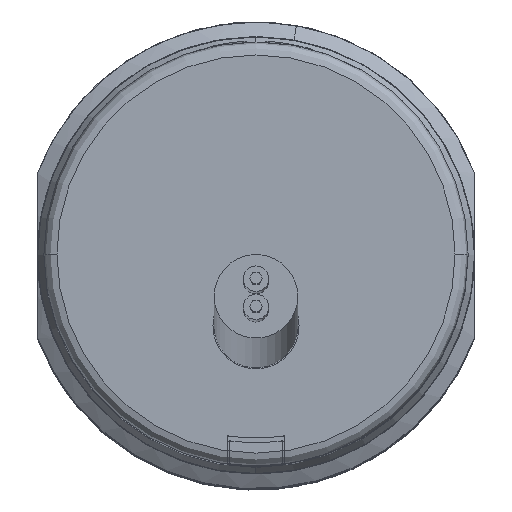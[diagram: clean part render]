
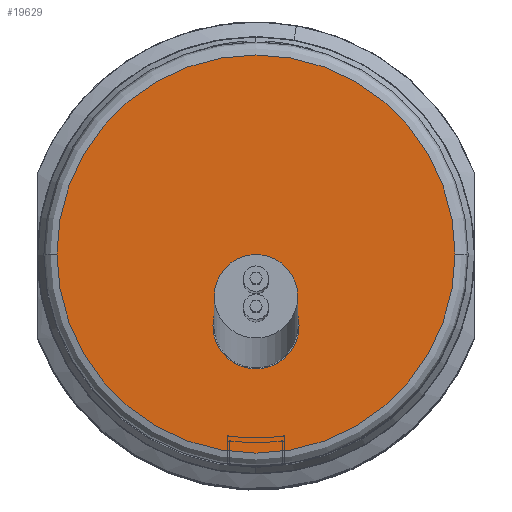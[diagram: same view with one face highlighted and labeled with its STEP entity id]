
A CAD part, top view. The second image highlights one B-rep face of the part: STEP entity #19629.
In plain terms, the highlighted planar face has unit normal (0, 0, 1).
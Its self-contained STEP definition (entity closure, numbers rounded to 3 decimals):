
#309=CARTESIAN_POINT('',(0.,0.,2.));
#310=DIRECTION('',(0.,0.,1.));
#311=DIRECTION('',(1.,0.,0.));
#312=AXIS2_PLACEMENT_3D('',#309,#310,#311);
#314=CARTESIAN_POINT('',(0.,0.,2.));
#315=DIRECTION('',(0.,0.,1.));
#316=DIRECTION('',(-1.,0.,0.));
#317=AXIS2_PLACEMENT_3D('',#314,#315,#316);
#319=CARTESIAN_POINT('',(0.,-2.75,2.));
#320=DIRECTION('',(0.,0.,1.));
#321=DIRECTION('',(1.,0.,0.));
#322=AXIS2_PLACEMENT_3D('',#319,#320,#321);
#324=CARTESIAN_POINT('',(0.,-2.75,2.));
#325=DIRECTION('',(0.,0.,1.));
#326=DIRECTION('',(-1.,0.,0.));
#327=AXIS2_PLACEMENT_3D('',#324,#325,#326);
#19079=CARTESIAN_POINT('',(7.625,0.,2.));
#19080=CARTESIAN_POINT('',(-7.625,0.,2.));
#19081=VERTEX_POINT('',#19079);
#19082=VERTEX_POINT('',#19080);
#19095=CARTESIAN_POINT('',(1.65,-2.75,2.));
#19096=CARTESIAN_POINT('',(-1.65,-2.75,2.));
#19097=VERTEX_POINT('',#19095);
#19098=VERTEX_POINT('',#19096);
#19613=CARTESIAN_POINT('',(0.,0.,2.));
#19614=DIRECTION('',(0.,0.,1.));
#19615=DIRECTION('',(-1.,0.,0.));
#19616=AXIS2_PLACEMENT_3D('',#19613,#19614,#19615);
#19617=PLANE('',#19616);
#19618=ORIENTED_EDGE('',*,*,#19603,.F.);
#19620=ORIENTED_EDGE('',*,*,#19619,.F.);
#19621=EDGE_LOOP('',(#19618,#19620));
#19622=FACE_OUTER_BOUND('',#19621,.F.);
#19624=ORIENTED_EDGE('',*,*,#19623,.T.);
#19626=ORIENTED_EDGE('',*,*,#19625,.T.);
#19627=EDGE_LOOP('',(#19624,#19626));
#19628=FACE_BOUND('',#19627,.F.);
#19629=ADVANCED_FACE('',(#19622,#19628),#19617,.T.);
#313=CIRCLE('',#312,7.625);
#318=CIRCLE('',#317,7.625);
#323=CIRCLE('',#322,1.65);
#328=CIRCLE('',#327,1.65);
#19603=EDGE_CURVE('',#19081,#19082,#313,.T.);
#19619=EDGE_CURVE('',#19082,#19081,#318,.T.);
#19623=EDGE_CURVE('',#19097,#19098,#323,.T.);
#19625=EDGE_CURVE('',#19098,#19097,#328,.T.);
